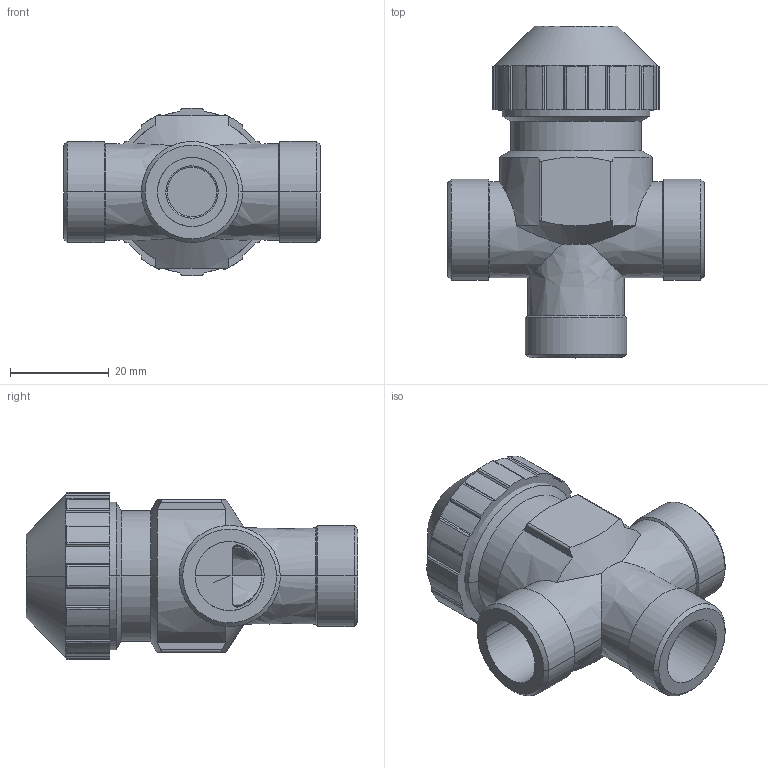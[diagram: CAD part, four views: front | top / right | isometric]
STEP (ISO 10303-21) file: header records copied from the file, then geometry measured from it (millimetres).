
FILE_DESCRIPTION (( 'STEP AP214' ), '1' );
FILE_NAME ('3-12.STEP', '2025-09-18T13:43:22', ( '微软用户' ), ( '微软中国' ), 'SwSTEP 2.0', 'SolidWorks 2021', '' );
FILE_SCHEMA (( 'AUTOMOTIVE_DESIGN' ));
Length unit declared in the file: millimetre
Products named in the file (1): 3-12
Bounding box: 52 x 67.27 x 34 mm (x, y, z)
Volume: 22000.2 mm3; surface area: 16268.1 mm2
Topology: 3 solids, 3 shells, 206 faces, 749 edges, 555 vertices
Faces by surface type: bspline 206
Entity records: 15148 total; most frequent: CARTESIAN_POINT 8926, ORIENTED_EDGE 1494, EDGE_CURVE 747, VERTEX_POINT 555, B_SPLINE_CURVE_WITH_KNOTS 395, EDGE_LOOP 220, UNCERTAINTY_MEASURE_WITH_UNIT 211, STYLED_ITEM 210
